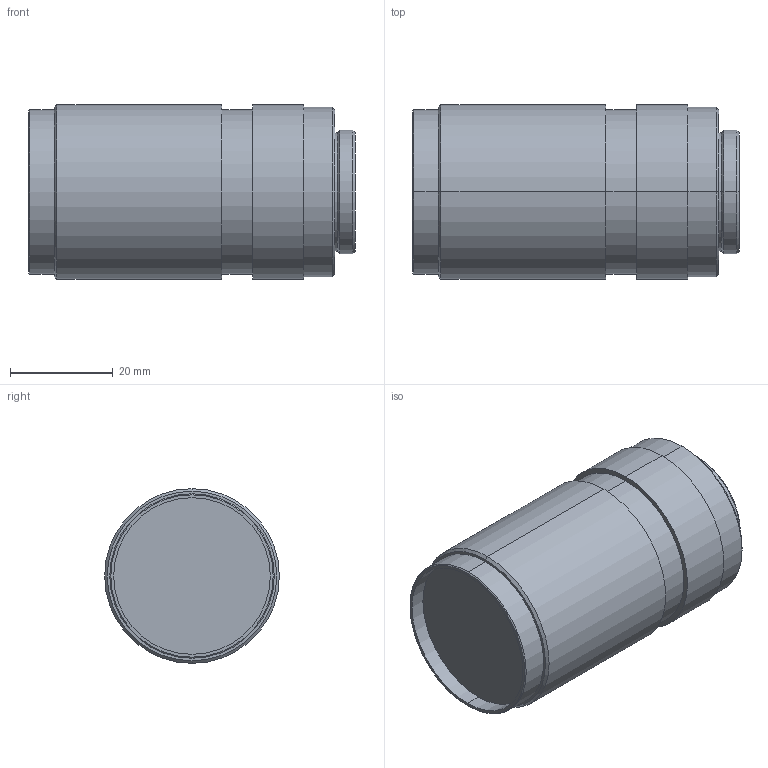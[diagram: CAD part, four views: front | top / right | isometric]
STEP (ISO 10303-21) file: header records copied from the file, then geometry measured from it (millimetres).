
FILE_DESCRIPTION (( 'STEP AP214' ), '1' );
FILE_NAME ('37500-S001-00KP-B33.STEP', '2009-07-30T11:56:37', ( 'Steffen Paul' ), ( 'CAMTEX GmbH' ), 'SwSTEP 2.0', 'SolidWorks 2008', '' );
FILE_SCHEMA (( 'AUTOMOTIVE_DESIGN' ));
Length unit declared in the file: millimetre
Products named in the file (1): 37500-S001-00KP-B33
Bounding box: 63.6 x 34 x 34 mm (x, y, z)
Volume: 52208.5 mm3; surface area: 8843.7 mm2
Topology: 1 solids, 1 shells, 34 faces, 66 edges, 40 vertices
Faces by surface type: cylinder 16, cone 10, plane 8
Entity records: 897 total; most frequent: DIRECTION 176, CARTESIAN_POINT 141, ORIENTED_EDGE 132, AXIS2_PLACEMENT_3D 75, EDGE_CURVE 66, CIRCLE 40, VERTEX_POINT 40, EDGE_LOOP 40
